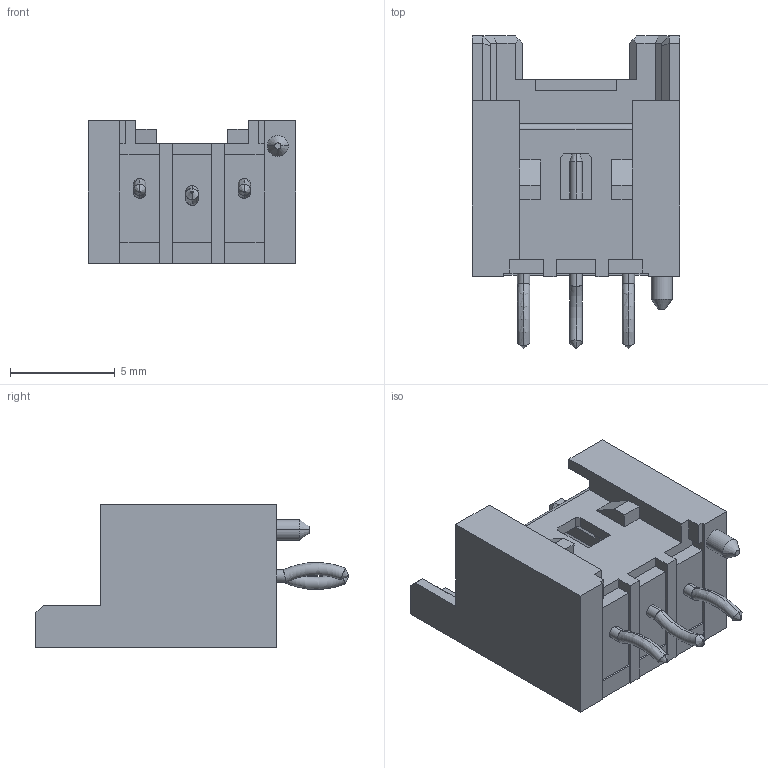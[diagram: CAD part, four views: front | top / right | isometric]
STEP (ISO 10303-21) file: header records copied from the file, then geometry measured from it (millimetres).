
FILE_DESCRIPTION((''),'2;1');
FILE_NAME('533750310','2014-07-25T',('me'),(''),'PRO/ENGINEER BY PARAMETRIC TECHNOLOGY CORPORATION, 2011490','PRO/ENGINEER BY PARAMETRIC TECHNOLOGY CORPORATION, 2011490','');
FILE_SCHEMA(('CONFIG_CONTROL_DESIGN'));
Length unit declared in the file: millimetre
Products named in the file (1): 533750310
Bounding box: 9.9 x 14.93 x 6.8 mm (x, y, z)
Volume: 286.2 mm3; surface area: 702.1 mm2
Topology: 1 solids, 1 shells, 153 faces, 414 edges, 278 vertices
Faces by surface type: plane 118, cylinder 15, cone 8, torus 6, bspline 6
Entity records: 5179 total; most frequent: CARTESIAN_POINT 1341, ORIENTED_EDGE 796, DIRECTION 730, EDGE_CURVE 398, VECTOR 344, LINE 344, VERTEX_POINT 254, AXIS2_PLACEMENT_3D 193
